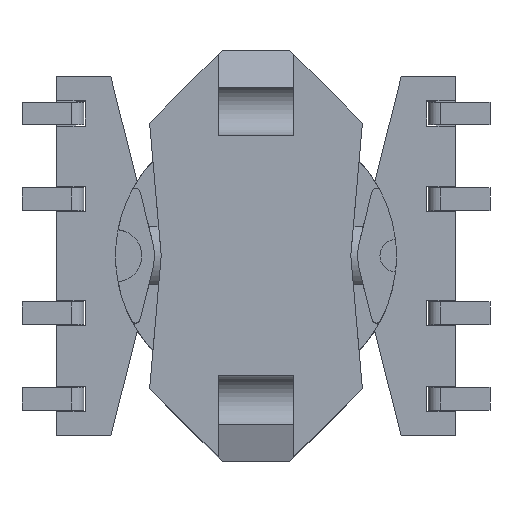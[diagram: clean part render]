
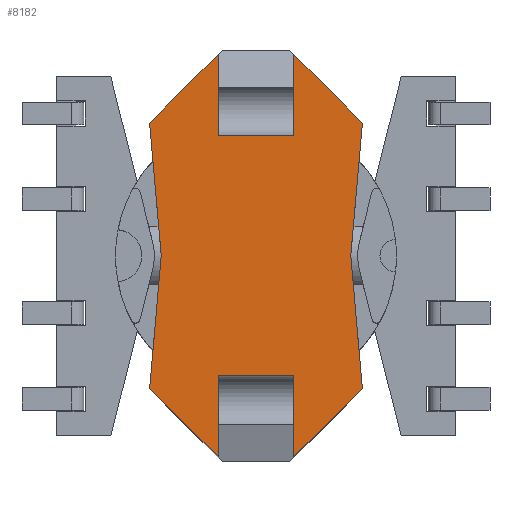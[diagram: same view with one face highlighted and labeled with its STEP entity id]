
A CAD part, top view. The second image highlights one B-rep face of the part: STEP entity #8182.
In plain terms, the highlighted face is planar.
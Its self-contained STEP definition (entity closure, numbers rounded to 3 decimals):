
#1892=ORIENTED_EDGE('',*,*,#2922,.T.);
#1893=ORIENTED_EDGE('',*,*,#2891,.F.);
#1894=ORIENTED_EDGE('',*,*,#2897,.T.);
#1895=ORIENTED_EDGE('',*,*,#2882,.T.);
#1896=ORIENTED_EDGE('',*,*,#2923,.T.);
#1897=ORIENTED_EDGE('',*,*,#2924,.T.);
#1898=ORIENTED_EDGE('',*,*,#2925,.T.);
#1899=ORIENTED_EDGE('',*,*,#2926,.T.);
#1900=ORIENTED_EDGE('',*,*,#2901,.F.);
#1901=ORIENTED_EDGE('',*,*,#2909,.F.);
#1902=ORIENTED_EDGE('',*,*,#2904,.T.);
#1903=ORIENTED_EDGE('',*,*,#2927,.T.);
#1904=ORIENTED_EDGE('',*,*,#2928,.T.);
#1905=ORIENTED_EDGE('',*,*,#2929,.T.);
#2882=EDGE_CURVE('',#3494,#3495,#4191,.T.);
#2891=EDGE_CURVE('',#3503,#3499,#4198,.T.);
#2897=EDGE_CURVE('',#3503,#3494,#4204,.T.);
#2901=EDGE_CURVE('',#3509,#3510,#4207,.T.);
#2904=EDGE_CURVE('',#3513,#3512,#4210,.T.);
#2909=EDGE_CURVE('',#3513,#3509,#4214,.T.);
#2922=EDGE_CURVE('',#3526,#3499,#4223,.T.);
#2923=EDGE_CURVE('',#3495,#3527,#4224,.T.);
#2924=EDGE_CURVE('',#3527,#3528,#4225,.T.);
#2925=EDGE_CURVE('',#3528,#3529,#4226,.T.);
#2926=EDGE_CURVE('',#3529,#3510,#4227,.T.);
#2927=EDGE_CURVE('',#3512,#3530,#4228,.T.);
#2928=EDGE_CURVE('',#3530,#3531,#4229,.T.);
#2929=EDGE_CURVE('',#3531,#3526,#4230,.T.);
#3494=VERTEX_POINT('',#12013);
#3495=VERTEX_POINT('',#12014);
#3499=VERTEX_POINT('',#12024);
#3503=VERTEX_POINT('',#12031);
#3509=VERTEX_POINT('',#12051);
#3510=VERTEX_POINT('',#12053);
#3512=VERTEX_POINT('',#12058);
#3513=VERTEX_POINT('',#12060);
#3526=VERTEX_POINT('',#12097);
#3527=VERTEX_POINT('',#12099);
#3528=VERTEX_POINT('',#12101);
#3529=VERTEX_POINT('',#12103);
#3530=VERTEX_POINT('',#12106);
#3531=VERTEX_POINT('',#12108);
#4191=LINE('',#12012,#4902);
#4198=LINE('',#12032,#4909);
#4204=LINE('',#12043,#4915);
#4207=LINE('',#12052,#4918);
#4210=LINE('',#12059,#4921);
#4214=LINE('',#12068,#4925);
#4223=LINE('',#12096,#4934);
#4224=LINE('',#12098,#4935);
#4225=LINE('',#12100,#4936);
#4226=LINE('',#12102,#4937);
#4227=LINE('',#12104,#4938);
#4228=LINE('',#12105,#4939);
#4229=LINE('',#12107,#4940);
#4230=LINE('',#12109,#4941);
#4902=VECTOR('',#10111,1000.);
#4909=VECTOR('',#10124,1000.);
#4915=VECTOR('',#10136,1000.);
#4918=VECTOR('',#10143,1000.);
#4921=VECTOR('',#10148,1000.);
#4925=VECTOR('',#10156,1000.);
#4934=VECTOR('',#10183,1000.);
#4935=VECTOR('',#10184,1000.);
#4936=VECTOR('',#10185,1000.);
#4937=VECTOR('',#10186,1000.);
#4938=VECTOR('',#10187,1000.);
#4939=VECTOR('',#10188,1000.);
#4940=VECTOR('',#10189,1000.);
#4941=VECTOR('',#10190,1000.);
#5302=EDGE_LOOP('',(#1892,#1893,#1894,#1895,#1896,#1897,#1898,#1899,#1900,
#1901,#1902,#1903,#1904,#1905));
#5628=FACE_BOUND('',#5302,.T.);
#5886=PLANE('',#8649);
#8182=ADVANCED_FACE('',(#5628),#5886,.F.);
#8649=AXIS2_PLACEMENT_3D('',#12095,#10181,#10182);
#10111=DIRECTION('',(0.,0.,-1.));
#10124=DIRECTION('',(0.,0.,-1.));
#10136=DIRECTION('',(-1.,0.,0.));
#10143=DIRECTION('',(0.,0.,1.));
#10148=DIRECTION('',(0.,0.,1.));
#10156=DIRECTION('',(-1.,0.,0.));
#10181=DIRECTION('',(0.,-1.,0.));
#10182=DIRECTION('',(-1.,0.,0.));
#10183=DIRECTION('',(-0.707,0.,-0.707));
#10184=DIRECTION('',(-0.707,0.,0.707));
#10185=DIRECTION('',(0.087,0.,0.996));
#10186=DIRECTION('',(-0.087,0.,0.996));
#10187=DIRECTION('',(0.707,0.,0.707));
#10188=DIRECTION('',(0.707,0.,-0.707));
#10189=DIRECTION('',(-0.087,0.,-0.996));
#10190=DIRECTION('',(0.087,0.,-0.996));
#12012=CARTESIAN_POINT('',(-1.665,12.971,-5.255));
#12013=CARTESIAN_POINT('',(-1.665,12.971,-5.255));
#12014=CARTESIAN_POINT('',(-1.665,12.971,-8.815));
#12024=CARTESIAN_POINT('',(1.655,12.971,-8.815));
#12031=CARTESIAN_POINT('',(1.655,12.971,-5.255));
#12032=CARTESIAN_POINT('',(1.655,12.971,-5.255));
#12043=CARTESIAN_POINT('',(1.655,12.971,-5.255));
#12051=CARTESIAN_POINT('',(-1.665,12.971,5.245));
#12052=CARTESIAN_POINT('',(-1.665,12.971,5.245));
#12053=CARTESIAN_POINT('',(-1.665,12.971,8.805));
#12058=CARTESIAN_POINT('',(1.655,12.971,8.805));
#12059=CARTESIAN_POINT('',(1.655,12.971,5.245));
#12060=CARTESIAN_POINT('',(1.655,12.971,5.245));
#12068=CARTESIAN_POINT('',(1.655,12.971,5.245));
#12095=CARTESIAN_POINT('',(-0.005,12.971,-0.005));
#12096=CARTESIAN_POINT('',(4.655,12.971,-5.815));
#12097=CARTESIAN_POINT('',(4.655,12.971,-5.815));
#12098=CARTESIAN_POINT('',(-4.665,12.971,-5.815));
#12099=CARTESIAN_POINT('',(-4.665,12.971,-5.815));
#12100=CARTESIAN_POINT('',(-4.155,12.971,-0.005));
#12101=CARTESIAN_POINT('',(-4.155,12.971,-0.005));
#12102=CARTESIAN_POINT('',(-4.155,12.971,-0.005));
#12103=CARTESIAN_POINT('',(-4.665,12.971,5.805));
#12104=CARTESIAN_POINT('',(-4.665,12.971,5.805));
#12105=CARTESIAN_POINT('',(4.655,12.971,5.805));
#12106=CARTESIAN_POINT('',(4.655,12.971,5.805));
#12107=CARTESIAN_POINT('',(4.145,12.971,-0.005));
#12108=CARTESIAN_POINT('',(4.145,12.971,-0.005));
#12109=CARTESIAN_POINT('',(4.145,12.971,-0.005));
